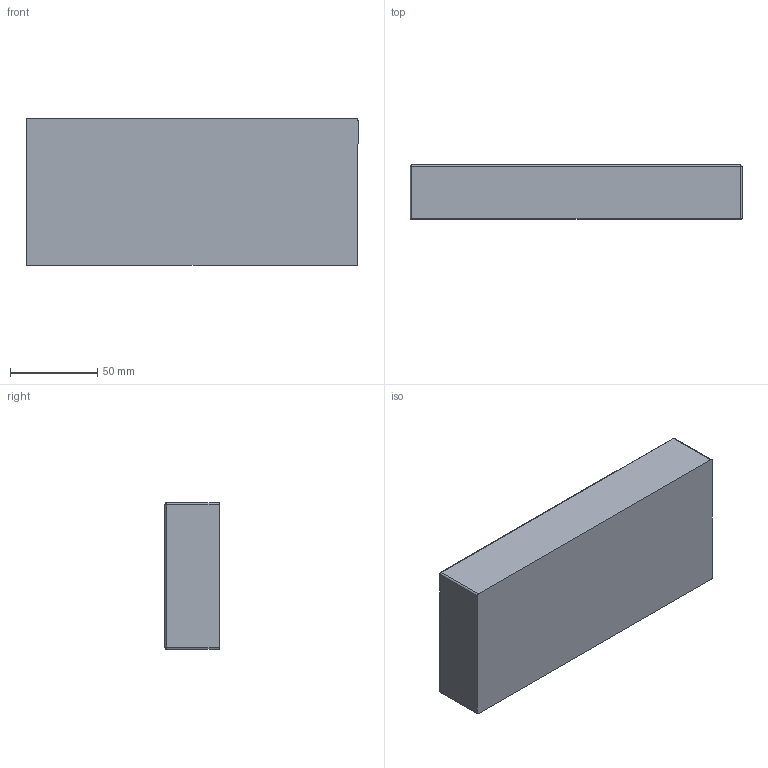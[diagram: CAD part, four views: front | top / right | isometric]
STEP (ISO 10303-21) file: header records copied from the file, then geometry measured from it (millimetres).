
FILE_DESCRIPTION(/* description */ (''),/* implementation_level */ '2;1');
FILE_NAME(/* name */ 'GoPro Holder v7.step',/* time_stamp */ '2024-01-16T20:45:11-06:00',/* author */ (''),/* organization */ (''),/* preprocessor_version */ 'ST-DEVELOPER v20',/* originating_system */ 'Autodesk Translation Framework v12.14.0.127',/* authorisation */ '');
FILE_SCHEMA (('AUTOMOTIVE_DESIGN { 1 0 10303 214 3 1 1 }'));
Length unit declared in the file: millimetre
Products named in the file (1): GoPro Holder
Bounding box: 190 x 31 x 84 mm (x, y, z)
Volume: 256018.2 mm3; surface area: 66276.8 mm2
Topology: 1 solids, 1 shells, 201 faces, 443 edges, 238 vertices
Faces by surface type: cylinder 95, plane 38, torus 34, sphere 21, bspline 13
Entity records: 5873 total; most frequent: CARTESIAN_POINT 1410, DIRECTION 1028, ORIENTED_EDGE 868, EDGE_CURVE 434, AXIS2_PLACEMENT_3D 417, VERTEX_POINT 238, CIRCLE 222, EDGE_LOOP 204
